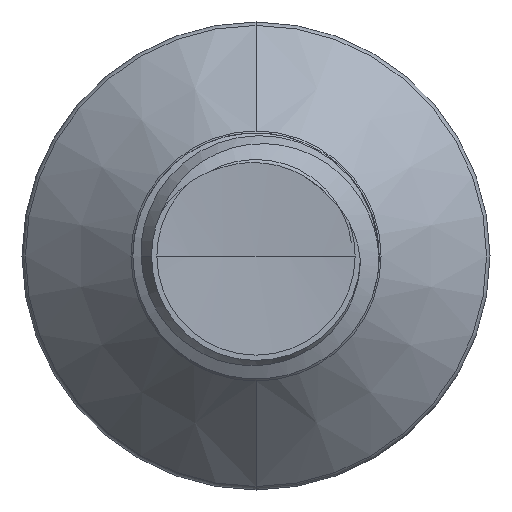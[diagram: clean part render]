
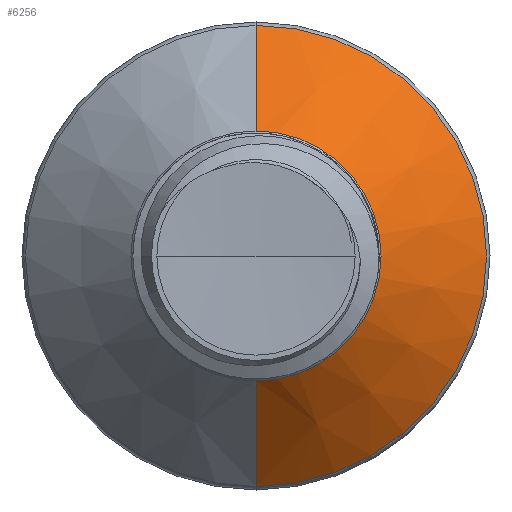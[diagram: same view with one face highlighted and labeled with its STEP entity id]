
A CAD part, front view. The second image highlights one B-rep face of the part: STEP entity #6256.
In plain terms, the highlighted conical face has half-angle 45 degrees and reference radius 1.016 mm.
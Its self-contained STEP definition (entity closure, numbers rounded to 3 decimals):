
#114 = CARTESIAN_POINT ( 'NONE',  ( 0., 2.489, 0. ) ) ;
#181 = ORIENTED_EDGE ( 'NONE', *, *, #5126, .T. ) ;
#439 = FACE_OUTER_BOUND ( 'NONE', #2354, .T. ) ;
#985 = CIRCLE ( 'NONE', #3492, 1.872 ) ;
#1025 = DIRECTION ( 'NONE',  ( 0., 0., 1. ) ) ;
#1328 = CARTESIAN_POINT ( 'NONE',  ( 0., 2.489, 0. ) ) ;
#1588 = ORIENTED_EDGE ( 'NONE', *, *, #10785, .F. ) ;
#1745 = CARTESIAN_POINT ( 'NONE',  ( 0., 2.489, -1.016 ) ) ;
#2012 = CONICAL_SURFACE ( 'NONE', #10596, 1.016, 0.785 ) ;
#2063 = CARTESIAN_POINT ( 'NONE',  ( 0., 3.345, 1.872 ) ) ;
#2354 = EDGE_LOOP ( 'NONE', ( #8583, #181, #1588, #6503 ) ) ;
#2716 = DIRECTION ( 'NONE',  ( 0., 0.707, -0.707 ) ) ;
#3492 = AXIS2_PLACEMENT_3D ( 'NONE', #5572, #12210, #6544 ) ;
#3708 = VERTEX_POINT ( 'NONE', #9367 ) ;
#4125 = AXIS2_PLACEMENT_3D ( 'NONE', #114, #6745, #1025 ) ;
#4176 = DIRECTION ( 'NONE',  ( 0., 0.707, 0.707 ) ) ;
#5126 = EDGE_CURVE ( 'NONE', #11503, #3708, #6984, .T. ) ;
#5572 = CARTESIAN_POINT ( 'NONE',  ( 0., 3.345, 0. ) ) ;
#6115 = EDGE_CURVE ( 'NONE', #7095, #12259, #8328, .T. ) ;
#6156 = DIRECTION ( 'NONE',  ( 0., 1., 0. ) ) ;
#6256 = ADVANCED_FACE ( 'NONE', ( #439 ), #2012, .T. ) ;
#6503 = ORIENTED_EDGE ( 'NONE', *, *, #6115, .F. ) ;
#6544 = DIRECTION ( 'NONE',  ( 0., 0., 1. ) ) ;
#6745 = DIRECTION ( 'NONE',  ( 0., 1., 0. ) ) ;
#6984 = LINE ( 'NONE', #1745, #12016 ) ;
#7095 = VERTEX_POINT ( 'NONE', #8268 ) ;
#7121 = DIRECTION ( 'NONE',  ( 0., 0., 1. ) ) ;
#7735 = VECTOR ( 'NONE', #4176, 1000. ) ;
#8268 = CARTESIAN_POINT ( 'NONE',  ( 0., 2.489, 1.016 ) ) ;
#8328 = LINE ( 'NONE', #9880, #7735 ) ;
#8583 = ORIENTED_EDGE ( 'NONE', *, *, #11086, .T. ) ;
#9367 = CARTESIAN_POINT ( 'NONE',  ( 0., 3.345, -1.872 ) ) ;
#9880 = CARTESIAN_POINT ( 'NONE',  ( 0., 2.489, 1.016 ) ) ;
#10497 = CIRCLE ( 'NONE', #4125, 1.016 ) ;
#10596 = AXIS2_PLACEMENT_3D ( 'NONE', #1328, #6156, #7121 ) ;
#10785 = EDGE_CURVE ( 'NONE', #12259, #3708, #985, .T. ) ;
#11086 = EDGE_CURVE ( 'NONE', #7095, #11503, #10497, .T. ) ;
#11503 = VERTEX_POINT ( 'NONE', #11657 ) ;
#11657 = CARTESIAN_POINT ( 'NONE',  ( 0., 2.489, -1.016 ) ) ;
#12016 = VECTOR ( 'NONE', #2716, 1000. ) ;
#12210 = DIRECTION ( 'NONE',  ( 0., 1., 0. ) ) ;
#12259 = VERTEX_POINT ( 'NONE', #2063 ) ;
